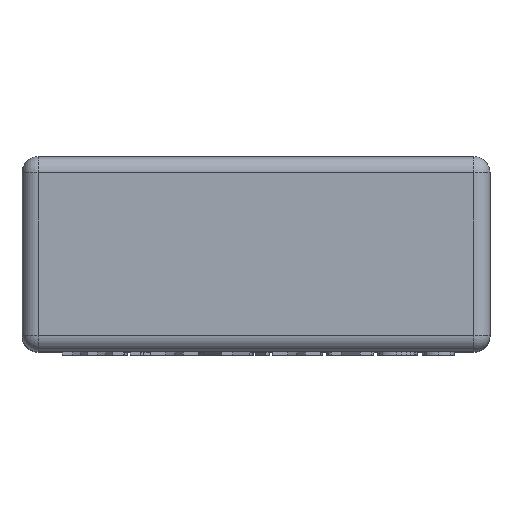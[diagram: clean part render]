
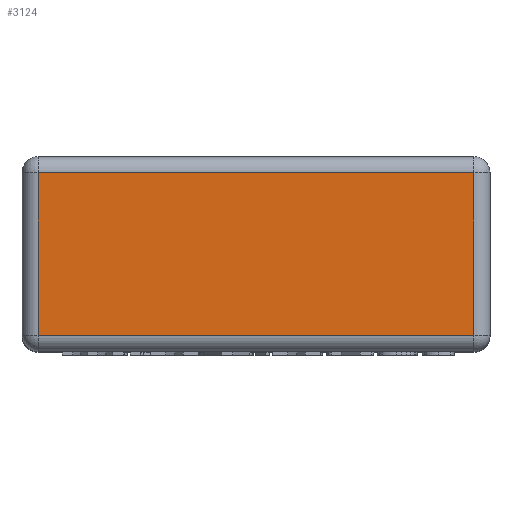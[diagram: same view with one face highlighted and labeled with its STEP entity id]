
A CAD part, top view. The second image highlights one B-rep face of the part: STEP entity #3124.
In plain terms, the highlighted planar face has unit normal (0, 0, 1).
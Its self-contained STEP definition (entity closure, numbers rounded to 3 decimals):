
#193 = VERTEX_POINT('',#194);
#194 = CARTESIAN_POINT('',(-3.35,1.25,7.5));
#201 = EDGE_CURVE('',#193,#202,#204,.T.);
#202 = VERTEX_POINT('',#203);
#203 = CARTESIAN_POINT('',(-3.35,-1.25,7.5));
#204 = LINE('',#205,#206);
#205 = CARTESIAN_POINT('',(-3.35,1.5,7.5));
#206 = VECTOR('',#207,1.);
#207 = DIRECTION('',(0.,-1.,0.));
#3124 = ADVANCED_FACE('',(#3125),#3150,.T.);
#3125 = FACE_BOUND('',#3126,.T.);
#3126 = EDGE_LOOP('',(#3127,#3135,#3143,#3149));
#3127 = ORIENTED_EDGE('',*,*,#3128,.T.);
#3128 = EDGE_CURVE('',#202,#3129,#3131,.T.);
#3129 = VERTEX_POINT('',#3130);
#3130 = CARTESIAN_POINT('',(3.35,-1.25,7.5));
#3131 = LINE('',#3132,#3133);
#3132 = CARTESIAN_POINT('',(-3.6,-1.25,7.5));
#3133 = VECTOR('',#3134,1.);
#3134 = DIRECTION('',(1.,0.,0.));
#3135 = ORIENTED_EDGE('',*,*,#3136,.F.);
#3136 = EDGE_CURVE('',#3137,#3129,#3139,.T.);
#3137 = VERTEX_POINT('',#3138);
#3138 = CARTESIAN_POINT('',(3.35,1.25,7.5));
#3139 = LINE('',#3140,#3141);
#3140 = CARTESIAN_POINT('',(3.35,1.5,7.5));
#3141 = VECTOR('',#3142,1.);
#3142 = DIRECTION('',(0.,-1.,0.));
#3143 = ORIENTED_EDGE('',*,*,#3144,.F.);
#3144 = EDGE_CURVE('',#193,#3137,#3145,.T.);
#3145 = LINE('',#3146,#3147);
#3146 = CARTESIAN_POINT('',(-3.6,1.25,7.5));
#3147 = VECTOR('',#3148,1.);
#3148 = DIRECTION('',(1.,0.,0.));
#3149 = ORIENTED_EDGE('',*,*,#201,.T.);
#3150 = PLANE('',#3151);
#3151 = AXIS2_PLACEMENT_3D('',#3152,#3153,#3154);
#3152 = CARTESIAN_POINT('',(-3.6,1.5,7.5));
#3153 = DIRECTION('',(0.,0.,1.));
#3154 = DIRECTION('',(1.,0.,0.));
